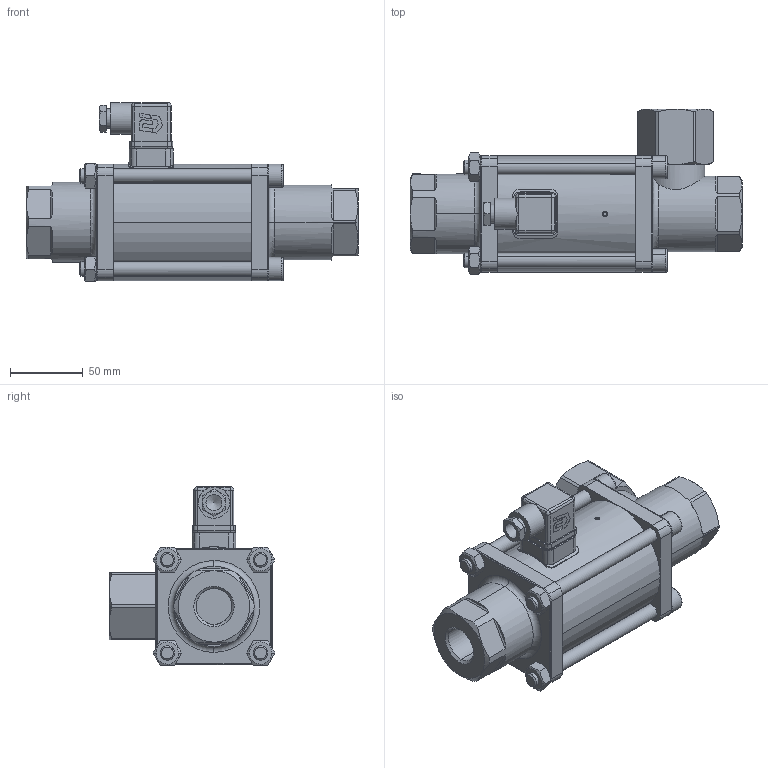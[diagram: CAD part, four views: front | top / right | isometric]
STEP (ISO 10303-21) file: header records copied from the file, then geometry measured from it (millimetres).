
FILE_DESCRIPTION(('HOOPS Exchange Step'),'2;1');
FILE_NAME('CV03-DN20-G34-NO.stp','2026-03-11T16:25:07+01:00',('nieru'),('Unknown organisation'),'HOOPS Exchange 2024.2','HOOPS Exchange','Unknown authorisation');
FILE_SCHEMA( ('AP203_CONFIGURATION_CONTROLLED_3D_DESIGN_OF_MECHANICAL_PARTS_AND_ASSEMBLIES_MIM_LF') );
Length unit declared in the file: millimetre
Products named in the file (2): 0; root
Assembly tree (1 placements, depth 2):
  root
    0
Bounding box: 228 x 113.81 x 122.8 mm (x, y, z)
Volume: 991808 mm3; surface area: 100171.4 mm2
Topology: 1 solids, 1 shells, 522 faces, 1425 edges, 916 vertices
Faces by surface type: plane 273, cylinder 138, cone 72, torus 24, bspline 11, sphere 4
Full cylindrical faces by diameter (mm): 11 x1, 13.3 x1, 21.5 x1
Entity records: 45003 total; most frequent: CARTESIAN_POINT 32697, ORIENTED_EDGE 2816, DIRECTION 2029, EDGE_CURVE 1408, VERTEX_POINT 916, VECTOR 767, LINE 767, AXIS2_PLACEMENT_3D 631
